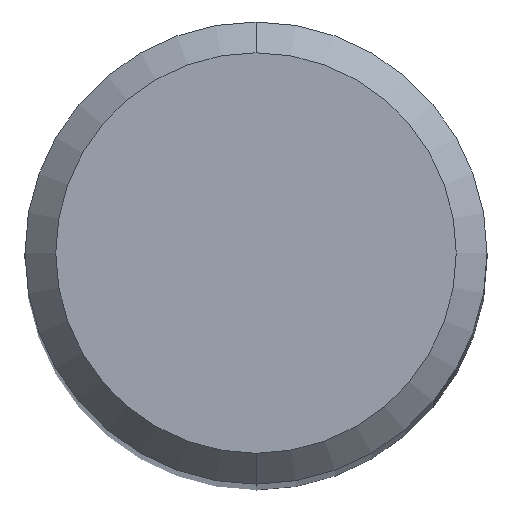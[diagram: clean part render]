
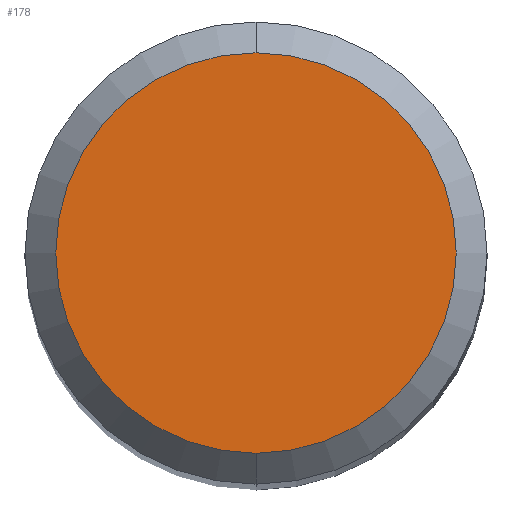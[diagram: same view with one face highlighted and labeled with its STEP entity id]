
A CAD part, top view. The second image highlights one B-rep face of the part: STEP entity #178.
In plain terms, the highlighted planar face has unit normal (0, 0, 1).
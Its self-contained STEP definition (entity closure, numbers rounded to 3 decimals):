
#178=ADVANCED_FACE('',(#487),#488,.T.);
#384=EDGE_CURVE('',#406,#458,#719,.T.);
#394=EDGE_CURVE('',#458,#406,#730,.T.);
#406=VERTEX_POINT('',#743);
#458=VERTEX_POINT('',#797);
#487=FACE_OUTER_BOUND('',#819,.T.);
#488=PLANE('',#820);
#719=CIRCLE('',#1224,2.6);
#730=CIRCLE('',#1263,2.6);
#743=CARTESIAN_POINT('',(0.,-2.6,0.0));
#797=CARTESIAN_POINT('',(0.0,2.6,0.0));
#819=EDGE_LOOP('',(#1451,#1452));
#820=AXIS2_PLACEMENT_3D('',#1453,#1454,#1455);
#1224=AXIS2_PLACEMENT_3D('',#1741,#1742,#1743);
#1263=AXIS2_PLACEMENT_3D('',#1752,#1753,#1754);
#1451=ORIENTED_EDGE('',*,*,#394,.F.);
#1452=ORIENTED_EDGE('',*,*,#384,.F.);
#1453=CARTESIAN_POINT('',(0.0,1.3,0.0));
#1454=DIRECTION('',(-0.0,0.0,1.0));
#1455=DIRECTION('',(0.0,-1.0,0.0));
#1741=CARTESIAN_POINT('',(0.0,0.0,0.0));
#1742=DIRECTION('',(0.0,0.0,-1.0));
#1743=DIRECTION('',(0.0,1.0,0.0));
#1752=CARTESIAN_POINT('',(0.0,0.0,0.0));
#1753=DIRECTION('',(0.0,0.0,-1.0));
#1754=DIRECTION('',(0.0,1.0,0.0));
